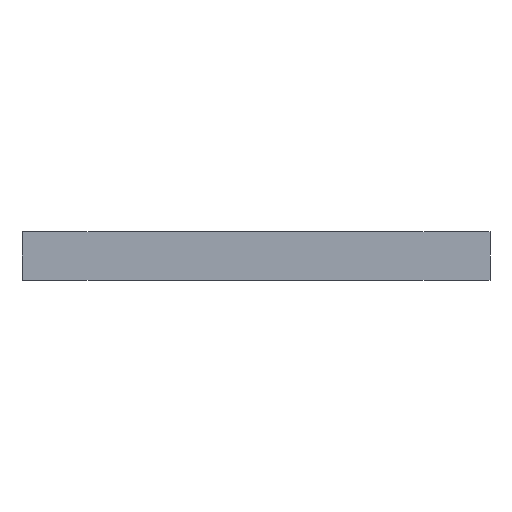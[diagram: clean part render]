
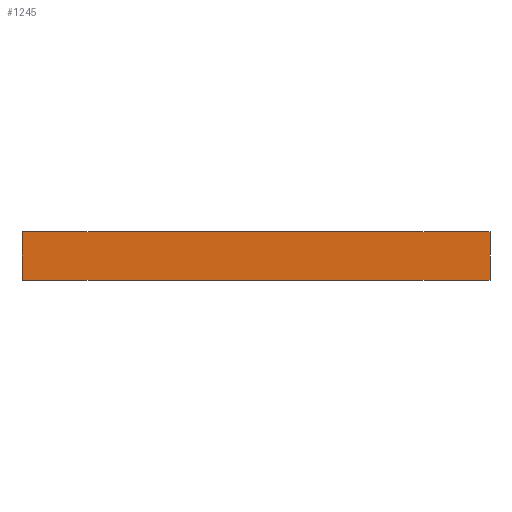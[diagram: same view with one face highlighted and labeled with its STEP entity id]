
A CAD part, left-side view. The second image highlights one B-rep face of the part: STEP entity #1245.
In plain terms, the highlighted planar face has unit normal (-1, 0, 0).
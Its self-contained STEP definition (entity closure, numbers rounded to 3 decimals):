
#60=PLANE('',#1369);
#109=FACE_OUTER_BOUND('',#191,.T.);
#191=EDGE_LOOP('',(#1057,#1058,#1059,#1060));
#255=LINE('',#1895,#363);
#288=LINE('',#2004,#396);
#313=LINE('',#2078,#421);
#317=LINE('',#2087,#425);
#363=VECTOR('',#1503,10.);
#396=VECTOR('',#1602,10.);
#421=VECTOR('',#1677,10.);
#425=VECTOR('',#1691,10.);
#552=VERTEX_POINT('',#1893);
#553=VERTEX_POINT('',#1894);
#595=VERTEX_POINT('',#2002);
#596=VERTEX_POINT('',#2003);
#681=EDGE_CURVE('',#552,#553,#255,.T.);
#738=EDGE_CURVE('',#595,#596,#288,.T.);
#777=EDGE_CURVE('',#552,#596,#313,.T.);
#781=EDGE_CURVE('',#553,#595,#317,.T.);
#1057=ORIENTED_EDGE('',*,*,#738,.T.);
#1058=ORIENTED_EDGE('',*,*,#777,.F.);
#1059=ORIENTED_EDGE('',*,*,#681,.T.);
#1060=ORIENTED_EDGE('',*,*,#781,.T.);
#1245=ADVANCED_FACE('',(#109),#60,.T.);
#1369=AXIS2_PLACEMENT_3D('',#2086,#1689,#1690);
#1503=DIRECTION('',(0.,-1.,0.));
#1602=DIRECTION('',(0.,1.,0.));
#1677=DIRECTION('',(0.,0.,1.));
#1689=DIRECTION('center_axis',(-1.,0.,
0.));
#1690=DIRECTION('ref_axis',(0.,-1.,0.));
#1691=DIRECTION('',(0.,0.,1.));
#1893=CARTESIAN_POINT('',(-22.,35.,1.));
#1894=CARTESIAN_POINT('',(-22.014,-23.5,1.));
#1895=CARTESIAN_POINT('',(-22.003,20.002,1.));
#2002=CARTESIAN_POINT('',(-22.014,-23.5,7.));
#2003=CARTESIAN_POINT('',(-22.,35.,7.));
#2004=CARTESIAN_POINT('',(-22.003,20.002,7.));
#2078=CARTESIAN_POINT('',(-22.,35.,0.));
#2086=CARTESIAN_POINT('Origin',(-22.,35.,0.));
#2087=CARTESIAN_POINT('',(-22.014,-23.5,0.));
